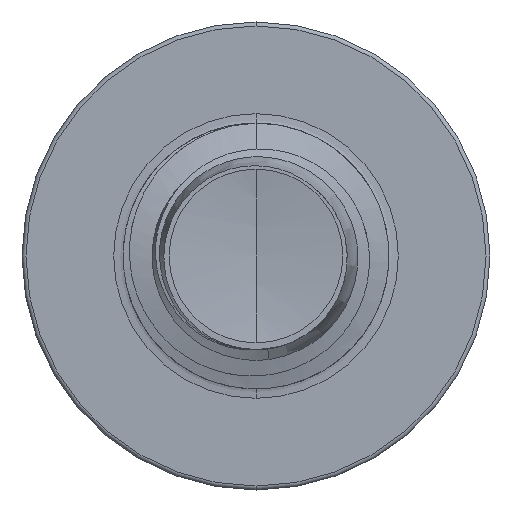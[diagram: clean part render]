
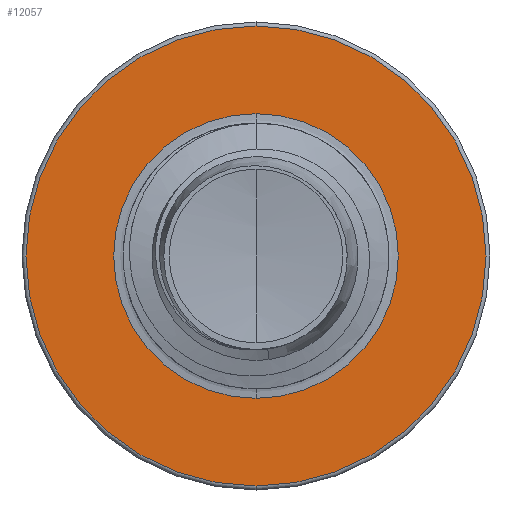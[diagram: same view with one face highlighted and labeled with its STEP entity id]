
A CAD part, front view. The second image highlights one B-rep face of the part: STEP entity #12057.
In plain terms, the highlighted planar face has unit normal (0, -1, 0).
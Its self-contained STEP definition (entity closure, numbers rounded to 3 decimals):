
#129 = VERTEX_POINT ( 'NONE', #23396 ) ;
#407 = CIRCLE ( 'NONE', #17854, 4.325 ) ;
#3777 = VERTEX_POINT ( 'NONE', #10161 ) ;
#7309 = EDGE_CURVE ( 'NONE', #21680, #3777, #407, .T. ) ;
#7569 = CIRCLE ( 'NONE', #17349, 4.325 ) ;
#8259 = EDGE_CURVE ( 'NONE', #23385, #129, #11013, .T. ) ;
#10161 = CARTESIAN_POINT ( 'NONE',  ( 0., 11., -4.325 ) ) ;
#10320 = AXIS2_PLACEMENT_3D ( 'NONE', #23290, #23136, #23134 ) ;
#11013 = CIRCLE ( 'NONE', #19998, 2.677 ) ;
#11025 = DIRECTION ( 'NONE',  ( 0., 0., 1. ) ) ;
#11052 = DIRECTION ( 'NONE',  ( 0., 1., 0. ) ) ;
#11137 = CARTESIAN_POINT ( 'NONE',  ( 0., 11., 0. ) ) ;
#12057 = ADVANCED_FACE ( 'NONE', ( #22913, #12474 ), #23324, .F. ) ;
#12217 = EDGE_LOOP ( 'NONE', ( #22457, #17827 ) ) ;
#12474 = FACE_BOUND ( 'NONE', #12217, .T. ) ;
#14269 = AXIS2_PLACEMENT_3D ( 'NONE', #22757, #22755, #22737 ) ;
#14618 = DIRECTION ( 'NONE',  ( 0., 0., 1. ) ) ;
#14642 = DIRECTION ( 'NONE',  ( 0., 1., 0. ) ) ;
#14648 = CARTESIAN_POINT ( 'NONE',  ( 0., 11., 0. ) ) ;
#15727 = CARTESIAN_POINT ( 'NONE',  ( 0., 11., 4.325 ) ) ;
#17349 = AXIS2_PLACEMENT_3D ( 'NONE', #22647, #22635, #22620 ) ;
#17654 = EDGE_CURVE ( 'NONE', #129, #23385, #23993, .T. ) ;
#17782 = EDGE_CURVE ( 'NONE', #3777, #21680, #7569, .T. ) ;
#17827 = ORIENTED_EDGE ( 'NONE', *, *, #8259, .T. ) ;
#17854 = AXIS2_PLACEMENT_3D ( 'NONE', #11137, #11052, #11025 ) ;
#19801 = EDGE_LOOP ( 'NONE', ( #24932, #23362 ) ) ;
#19998 = AXIS2_PLACEMENT_3D ( 'NONE', #14648, #14642, #14618 ) ;
#21680 = VERTEX_POINT ( 'NONE', #15727 ) ;
#22457 = ORIENTED_EDGE ( 'NONE', *, *, #17654, .T. ) ;
#22620 = DIRECTION ( 'NONE',  ( 0., 0., 1. ) ) ;
#22635 = DIRECTION ( 'NONE',  ( 0., 1., 0. ) ) ;
#22647 = CARTESIAN_POINT ( 'NONE',  ( 0., 11., 0. ) ) ;
#22737 = DIRECTION ( 'NONE',  ( 0., 0., 1. ) ) ;
#22755 = DIRECTION ( 'NONE',  ( 0., 1., 0. ) ) ;
#22757 = CARTESIAN_POINT ( 'NONE',  ( 0., 11., 0. ) ) ;
#22913 = FACE_OUTER_BOUND ( 'NONE', #19801, .T. ) ;
#22960 = CARTESIAN_POINT ( 'NONE',  ( 0., 11., -2.677 ) ) ;
#23134 = DIRECTION ( 'NONE',  ( 0., 0., 1. ) ) ;
#23136 = DIRECTION ( 'NONE',  ( 0., 1., 0. ) ) ;
#23290 = CARTESIAN_POINT ( 'NONE',  ( 0., 11., -2.677 ) ) ;
#23324 = PLANE ( 'NONE',  #10320 ) ;
#23362 = ORIENTED_EDGE ( 'NONE', *, *, #17782, .F. ) ;
#23385 = VERTEX_POINT ( 'NONE', #22960 ) ;
#23396 = CARTESIAN_POINT ( 'NONE',  ( 0., 11., 2.677 ) ) ;
#23993 = CIRCLE ( 'NONE', #14269, 2.677 ) ;
#24932 = ORIENTED_EDGE ( 'NONE', *, *, #7309, .F. ) ;
